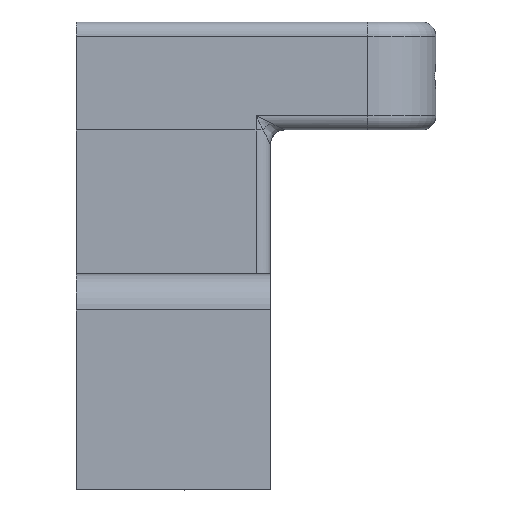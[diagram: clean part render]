
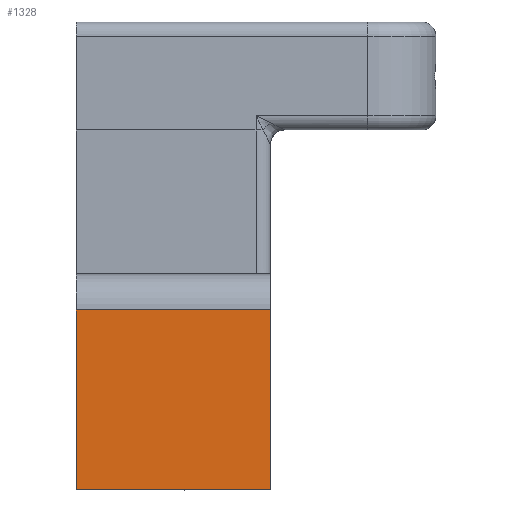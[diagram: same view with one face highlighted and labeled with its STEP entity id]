
A CAD part, left-side view. The second image highlights one B-rep face of the part: STEP entity #1328.
In plain terms, the highlighted planar face has unit normal (-1, 0, 0).
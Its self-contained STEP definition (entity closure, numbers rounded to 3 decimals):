
#56=PLANE('',#1510);
#162=FACE_OUTER_BOUND('',#245,.T.);
#245=EDGE_LOOP('',(#1212,#1213,#1214,#1215));
#259=LINE('',#2013,#346);
#274=LINE('',#2072,#361);
#297=LINE('',#2274,#384);
#300=LINE('',#2280,#387);
#346=VECTOR('',#1574,10.);
#361=VECTOR('',#1613,10.);
#384=VECTOR('',#1702,10.);
#387=VECTOR('',#1709,10.);
#530=VERTEX_POINT('',#2010);
#531=VERTEX_POINT('',#2012);
#547=VERTEX_POINT('',#2070);
#574=VERTEX_POINT('',#2273);
#657=EDGE_CURVE('',#531,#530,#259,.T.);
#680=EDGE_CURVE('',#530,#547,#274,.T.);
#725=EDGE_CURVE('',#531,#574,#297,.T.);
#729=EDGE_CURVE('',#574,#547,#300,.T.);
#1212=ORIENTED_EDGE('',*,*,#729,.F.);
#1213=ORIENTED_EDGE('',*,*,#725,.F.);
#1214=ORIENTED_EDGE('',*,*,#657,.T.);
#1215=ORIENTED_EDGE('',*,*,#680,.T.);
#1328=ADVANCED_FACE('',(#162),#56,.T.);
#1510=AXIS2_PLACEMENT_3D('',#2719,#1934,#1935);
#1574=DIRECTION('',(0.,-1.,0.));
#1613=DIRECTION('',(0.,0.,1.));
#1702=DIRECTION('',(0.,0.,1.));
#1709=DIRECTION('',(0.,-1.,0.));
#1934=DIRECTION('center_axis',(-1.,0.,0.));
#1935=DIRECTION('ref_axis',(0.,-1.,0.));
#2010=CARTESIAN_POINT('',(0.,-12.,0.));
#2012=CARTESIAN_POINT('',(0.,15.,0.));
#2013=CARTESIAN_POINT('',(0.,15.,0.));
#2070=CARTESIAN_POINT('',(0.,-12.,25.));
#2072=CARTESIAN_POINT('',(0.,-12.,0.));
#2273=CARTESIAN_POINT('',(0.,15.,25.));
#2274=CARTESIAN_POINT('',(0.,15.,0.));
#2280=CARTESIAN_POINT('',(0.,15.,25.));
#2719=CARTESIAN_POINT('Origin',(0.,15.,0.));
